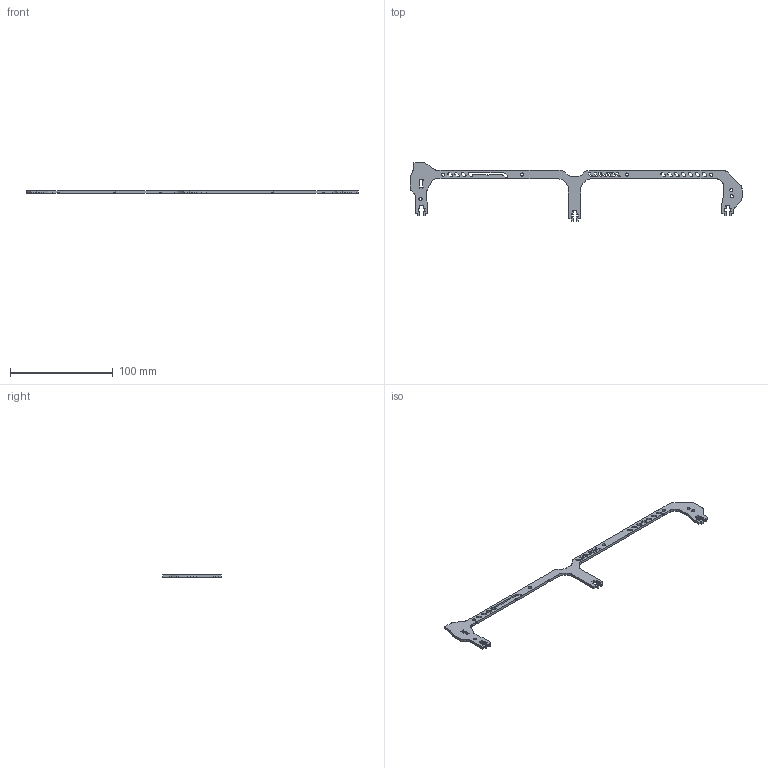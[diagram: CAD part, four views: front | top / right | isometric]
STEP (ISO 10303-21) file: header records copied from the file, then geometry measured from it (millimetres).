
FILE_DESCRIPTION (( 'STEP AP203' ), '1' );
FILE_NAME ('防撞圈固定板.STEP', '2024-07-24T01:56:42', ( '' ), ( '' ), 'SwSTEP 2.0', 'SolidWorks 2020', '' );
FILE_SCHEMA (( 'CONFIG_CONTROL_DESIGN' ));
Length unit declared in the file: millimetre
Products named in the file (1): 防撞圈固定板
Bounding box: 323.84 x 57.5 x 2.5 mm (x, y, z)
Volume: 9324.2 mm3; surface area: 10916 mm2
Topology: 1 solids, 1 shells, 323 faces, 963 edges, 642 vertices
Faces by surface type: plane 189, cylinder 108, bspline 26
Entity records: 12594 total; most frequent: CARTESIAN_POINT 3707, ORIENTED_EDGE 1926, DIRECTION 1723, EDGE_CURVE 963, LINE 695, VECTOR 695, VERTEX_POINT 642, AXIS2_PLACEMENT_3D 514
